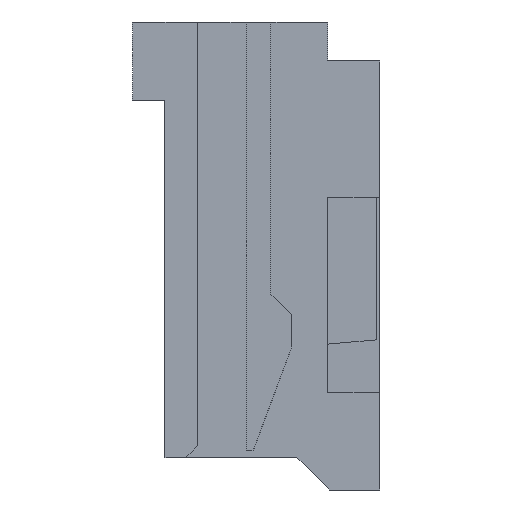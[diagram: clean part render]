
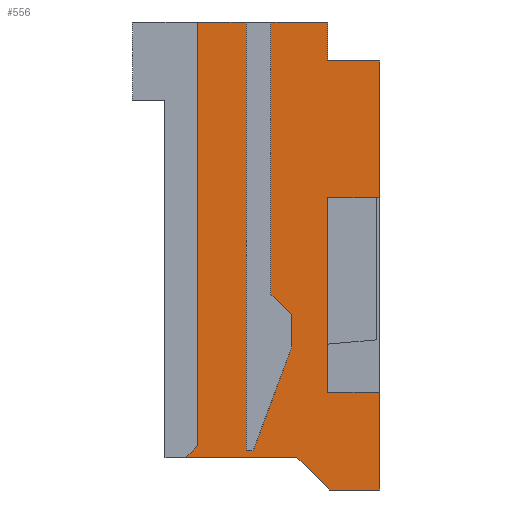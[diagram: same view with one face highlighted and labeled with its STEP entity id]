
A CAD part, left-side view. The second image highlights one B-rep face of the part: STEP entity #556.
In plain terms, the highlighted planar face has unit normal (-1, 0, 0).
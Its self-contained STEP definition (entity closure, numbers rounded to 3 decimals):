
#556 = ADVANCED_FACE( '', ( #1299 ), #1300, .T. );
#1299 = FACE_OUTER_BOUND( '', #2222, .T. );
#1300 = PLANE( '', #2223 );
#2222 = EDGE_LOOP( '', ( #3840, #3841, #3842, #3843, #3844, #3845, #3846, #3847, #3848, #3849, #3850, #3851, #3852, #3853, #3854, #3855, #3856, #3857, #3858, #3859 ) );
#2223 = AXIS2_PLACEMENT_3D( '', #3860, #3861, #3862 );
#3840 = ORIENTED_EDGE( '', *, *, #6225, .T. );
#3841 = ORIENTED_EDGE( '', *, *, #6243, .T. );
#3842 = ORIENTED_EDGE( '', *, *, #6160, .T. );
#3843 = ORIENTED_EDGE( '', *, *, #6244, .T. );
#3844 = ORIENTED_EDGE( '', *, *, #5767, .T. );
#3845 = ORIENTED_EDGE( '', *, *, #5717, .T. );
#3846 = ORIENTED_EDGE( '', *, *, #6245, .T. );
#3847 = ORIENTED_EDGE( '', *, *, #6075, .T. );
#3848 = ORIENTED_EDGE( '', *, *, #6246, .T. );
#3849 = ORIENTED_EDGE( '', *, *, #6013, .T. );
#3850 = ORIENTED_EDGE( '', *, *, #6247, .T. );
#3851 = ORIENTED_EDGE( '', *, *, #6026, .T. );
#3852 = ORIENTED_EDGE( '', *, *, #6248, .T. );
#3853 = ORIENTED_EDGE( '', *, *, #6249, .T. );
#3854 = ORIENTED_EDGE( '', *, *, #5920, .T. );
#3855 = ORIENTED_EDGE( '', *, *, #6250, .F. );
#3856 = ORIENTED_EDGE( '', *, *, #5781, .T. );
#3857 = ORIENTED_EDGE( '', *, *, #6194, .T. );
#3858 = ORIENTED_EDGE( '', *, *, #5898, .T. );
#3859 = ORIENTED_EDGE( '', *, *, #6251, .F. );
#3860 = CARTESIAN_POINT( '', ( -7.65, 0., 0. ) );
#3861 = DIRECTION( '', ( -1., 0., 0. ) );
#3862 = DIRECTION( '', ( 0., 0., 1. ) );
#5717 = EDGE_CURVE( '', #6896, #6894, #6897, .T. );
#5767 = EDGE_CURVE( '', #6982, #6896, #6983, .T. );
#5781 = EDGE_CURVE( '', #6999, #7002, #7004, .T. );
#5898 = EDGE_CURVE( '', #7211, #7209, #7212, .T. );
#5920 = EDGE_CURVE( '', #7250, #7248, #7251, .T. );
#6013 = EDGE_CURVE( '', #7403, #7401, #7404, .T. );
#6026 = EDGE_CURVE( '', #7425, #7423, #7426, .T. );
#6075 = EDGE_CURVE( '', #7509, #7507, #7510, .T. );
#6160 = EDGE_CURVE( '', #7637, #7635, #7638, .T. );
#6194 = EDGE_CURVE( '', #7002, #7211, #7688, .T. );
#6225 = EDGE_CURVE( '', #7734, #7732, #7735, .T. );
#6243 = EDGE_CURVE( '', #7732, #7637, #7761, .T. );
#6244 = EDGE_CURVE( '', #7635, #6982, #7762, .T. );
#6245 = EDGE_CURVE( '', #6894, #7509, #7763, .T. );
#6246 = EDGE_CURVE( '', #7507, #7403, #7764, .T. );
#6247 = EDGE_CURVE( '', #7401, #7425, #7765, .T. );
#6248 = EDGE_CURVE( '', #7423, #7766, #7767, .T. );
#6249 = EDGE_CURVE( '', #7766, #7250, #7768, .T. );
#6250 = EDGE_CURVE( '', #6999, #7248, #7769, .T. );
#6251 = EDGE_CURVE( '', #7734, #7209, #7770, .T. );
#6894 = VERTEX_POINT( '', #8581 );
#6896 = VERTEX_POINT( '', #8584 );
#6897 = LINE( '', #8585, #8586 );
#6982 = VERTEX_POINT( '', #8711 );
#6983 = LINE( '', #8712, #8713 );
#6999 = VERTEX_POINT( '', #8736 );
#7002 = VERTEX_POINT( '', #8741 );
#7004 = LINE( '', #8744, #8745 );
#7209 = VERTEX_POINT( '', #9044 );
#7211 = VERTEX_POINT( '', #9047 );
#7212 = LINE( '', #9048, #9049 );
#7248 = VERTEX_POINT( '', #9105 );
#7250 = VERTEX_POINT( '', #9108 );
#7251 = LINE( '', #9109, #9110 );
#7401 = VERTEX_POINT( '', #9334 );
#7403 = VERTEX_POINT( '', #9337 );
#7404 = LINE( '', #9338, #9339 );
#7423 = VERTEX_POINT( '', #9368 );
#7425 = VERTEX_POINT( '', #9371 );
#7426 = LINE( '', #9372, #9373 );
#7507 = VERTEX_POINT( '', #9495 );
#7509 = VERTEX_POINT( '', #9498 );
#7510 = LINE( '', #9499, #9500 );
#7635 = VERTEX_POINT( '', #9689 );
#7637 = VERTEX_POINT( '', #9692 );
#7638 = LINE( '', #9693, #9694 );
#7688 = LINE( '', #9769, #9770 );
#7732 = VERTEX_POINT( '', #9840 );
#7734 = VERTEX_POINT( '', #9843 );
#7735 = LINE( '', #9844, #9845 );
#7761 = LINE( '', #9883, #9884 );
#7762 = LINE( '', #9885, #9886 );
#7763 = LINE( '', #9887, #9888 );
#7764 = LINE( '', #9889, #9890 );
#7765 = LINE( '', #9891, #9892 );
#7766 = VERTEX_POINT( '', #9893 );
#7767 = LINE( '', #9894, #9895 );
#7768 = LINE( '', #9896, #9897 );
#7769 = LINE( '', #9898, #9899 );
#7770 = LINE( '', #9900, #9901 );
#8581 = CARTESIAN_POINT( '', ( -7.65, 0.045, -2.65 ) );
#8584 = CARTESIAN_POINT( '', ( -7.65, -0.55, -1.05 ) );
#8585 = CARTESIAN_POINT( '', ( -7.65, -0.55, -1.05 ) );
#8586 = VECTOR( '', #10896, 1000. );
#8711 = CARTESIAN_POINT( '', ( -7.65, -0.55, -0.55 ) );
#8712 = CARTESIAN_POINT( '', ( -7.65, -0.55, -0.55 ) );
#8713 = VECTOR( '', #10937, 1000. );
#8736 = CARTESIAN_POINT( '', ( -7.65, -1.1, -1.75 ) );
#8741 = CARTESIAN_POINT( '', ( -7.65, -1.1, 1.25 ) );
#8744 = CARTESIAN_POINT( '', ( -7.65, -1.1, -1.75 ) );
#8745 = VECTOR( '', #10948, 1000. );
#9044 = CARTESIAN_POINT( '', ( -7.65, -1.9, 3.35 ) );
#9047 = CARTESIAN_POINT( '', ( -7.65, -1.9, 1.25 ) );
#9048 = CARTESIAN_POINT( '', ( -7.65, -1.9, -3.25 ) );
#9049 = VECTOR( '', #11044, 1000. );
#9105 = CARTESIAN_POINT( '', ( -7.65, -1.9, -1.75 ) );
#9108 = CARTESIAN_POINT( '', ( -7.65, -1.9, -3.25 ) );
#9109 = CARTESIAN_POINT( '', ( -7.65, -1.9, -3.25 ) );
#9110 = VECTOR( '', #11066, 1000. );
#9334 = CARTESIAN_POINT( '', ( -7.65, 0.9, -2.57 ) );
#9337 = CARTESIAN_POINT( '', ( -7.65, 0.9, 3.95 ) );
#9338 = CARTESIAN_POINT( '', ( -7.65, 0.9, 3.95 ) );
#9339 = VECTOR( '', #11142, 1000. );
#9368 = CARTESIAN_POINT( '', ( -7.65, -0.63, -2.75 ) );
#9371 = CARTESIAN_POINT( '', ( -7.65, 1.08, -2.75 ) );
#9372 = CARTESIAN_POINT( '', ( -7.65, 1.08, -2.75 ) );
#9373 = VECTOR( '', #11154, 1000. );
#9495 = CARTESIAN_POINT( '', ( -7.65, 0.15, 3.95 ) );
#9498 = CARTESIAN_POINT( '', ( -7.65, 0.15, -2.65 ) );
#9499 = CARTESIAN_POINT( '', ( -7.65, 0.15, -2.65 ) );
#9500 = VECTOR( '', #11197, 1000. );
#9689 = CARTESIAN_POINT( '', ( -7.65, -0.23, -0.25 ) );
#9692 = CARTESIAN_POINT( '', ( -7.65, -0.23, 3.95 ) );
#9693 = CARTESIAN_POINT( '', ( -7.65, -0.23, 3.95 ) );
#9694 = VECTOR( '', #11263, 1000. );
#9769 = CARTESIAN_POINT( '', ( -7.65, -1.1, 1.25 ) );
#9770 = VECTOR( '', #11289, 1000. );
#9840 = CARTESIAN_POINT( '', ( -7.65, -1.1, 3.95 ) );
#9843 = CARTESIAN_POINT( '', ( -7.65, -1.1, 3.35 ) );
#9844 = CARTESIAN_POINT( '', ( -7.65, -1.1, 3.35 ) );
#9845 = VECTOR( '', #11317, 1000. );
#9883 = CARTESIAN_POINT( '', ( -7.65, -1.9, 3.95 ) );
#9884 = VECTOR( '', #11330, 1000. );
#9885 = CARTESIAN_POINT( '', ( -7.65, -0.23, -0.25 ) );
#9886 = VECTOR( '', #11331, 1000. );
#9887 = CARTESIAN_POINT( '', ( -7.65, 0.045, -2.65 ) );
#9888 = VECTOR( '', #11332, 1000. );
#9889 = CARTESIAN_POINT( '', ( -7.65, 0.15, 3.95 ) );
#9890 = VECTOR( '', #11333, 1000. );
#9891 = CARTESIAN_POINT( '', ( -7.65, 0.9, -2.57 ) );
#9892 = VECTOR( '', #11334, 1000. );
#9893 = CARTESIAN_POINT( '', ( -7.65, -1.13, -3.25 ) );
#9894 = CARTESIAN_POINT( '', ( -7.65, -0.63, -2.75 ) );
#9895 = VECTOR( '', #11335, 1000. );
#9896 = CARTESIAN_POINT( '', ( -7.65, -1.13, -3.25 ) );
#9897 = VECTOR( '', #11336, 1000. );
#9898 = CARTESIAN_POINT( '', ( -7.65, -1.1, -1.75 ) );
#9899 = VECTOR( '', #11337, 1000. );
#9900 = CARTESIAN_POINT( '', ( -7.65, -1.1, 3.35 ) );
#9901 = VECTOR( '', #11338, 1000. );
#10896 = DIRECTION( '', ( 0., 0.349, -0.937 ) );
#10937 = DIRECTION( '', ( 0., 0., -1. ) );
#10948 = DIRECTION( '', ( 0., 0., 1. ) );
#11044 = DIRECTION( '', ( 0., 0., 1. ) );
#11066 = DIRECTION( '', ( 0., 0., 1. ) );
#11142 = DIRECTION( '', ( 0., 0., -1. ) );
#11154 = DIRECTION( '', ( 0., -1., 0. ) );
#11197 = DIRECTION( '', ( 0., 0., 1. ) );
#11263 = DIRECTION( '', ( 0., 0., -1. ) );
#11289 = DIRECTION( '', ( 0., -1., 0. ) );
#11317 = DIRECTION( '', ( 0., 0., 1. ) );
#11330 = DIRECTION( '', ( 0., 1., 0. ) );
#11331 = DIRECTION( '', ( 0., -0.73, -0.684 ) );
#11332 = DIRECTION( '', ( 0., 1., 0. ) );
#11333 = DIRECTION( '', ( 0., 1., 0. ) );
#11334 = DIRECTION( '', ( 0., 0.707, -0.707 ) );
#11335 = DIRECTION( '', ( 0., -0.707, -0.707 ) );
#11336 = DIRECTION( '', ( 0., -1., 0. ) );
#11337 = DIRECTION( '', ( 0., -1., 0. ) );
#11338 = DIRECTION( '', ( 0., -1., 0. ) );
